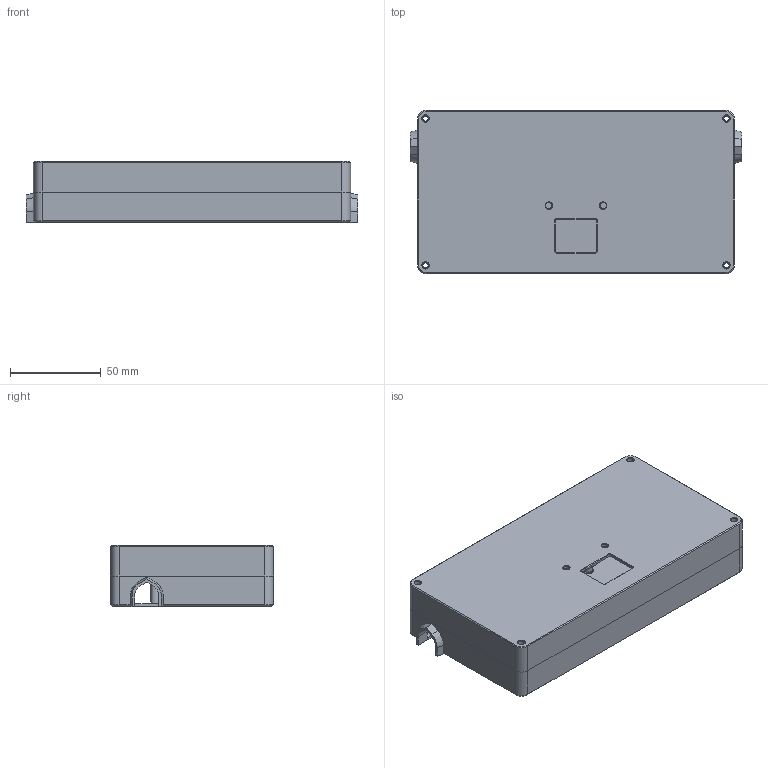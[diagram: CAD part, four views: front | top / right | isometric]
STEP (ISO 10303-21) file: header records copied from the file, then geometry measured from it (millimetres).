
FILE_DESCRIPTION(/* description */ (''),/* implementation_level */ '2;1');
FILE_NAME(/* name */ 'KlipperEnclosure v36.step',/* time_stamp */ '2024-08-27T15:17:31+02:00',/* author */ (''),/* organization */ (''),/* preprocessor_version */ 'ST-DEVELOPER v20',/* originating_system */ 'Autodesk Translation Framework v13.14.0.145',/* authorisation */ '');
FILE_SCHEMA (('AUTOMOTIVE_DESIGN { 1 0 10303 214 3 1 1 }'));
Length unit declared in the file: millimetre
Products named in the file (2): KlipperEnclosure; KlipperEnclosure_short
Assembly tree (1 placements, depth 2):
  KlipperEnclosure
    KlipperEnclosure_short
Bounding box: 183 x 90 x 34 mm (x, y, z)
Volume: 86025.9 mm3; surface area: 99233.4 mm2
Topology: 2 solids, 2 shells, 312 faces, 824 edges, 500 vertices
Faces by surface type: plane 177, cylinder 73, cone 62
Full cylindrical faces by diameter (mm): 2.4 x8, 2.9 x4, 3.5 x6, 4.8 x2, 6 x2
Entity records: 9498 total; most frequent: CARTESIAN_POINT 1643, DIRECTION 1628, ORIENTED_EDGE 1616, EDGE_CURVE 808, LINE 598, VECTOR 598, AXIS2_PLACEMENT_3D 515, VERTEX_POINT 500
